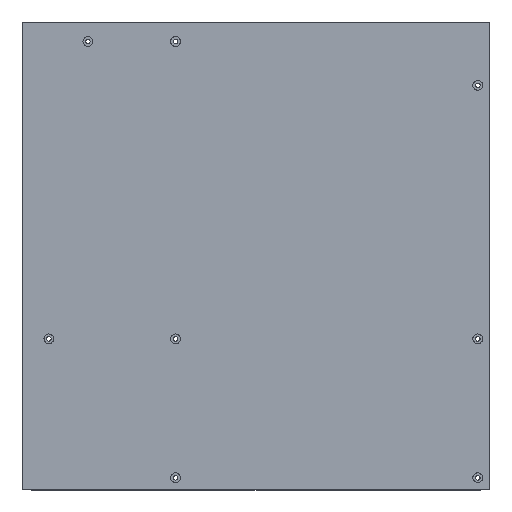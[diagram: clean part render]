
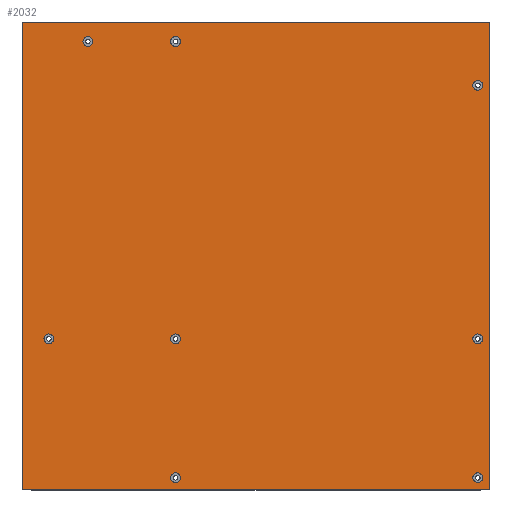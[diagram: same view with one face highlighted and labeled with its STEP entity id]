
A CAD part, top view. The second image highlights one B-rep face of the part: STEP entity #2032.
In plain terms, the highlighted planar face has unit normal (0, 0, 1).
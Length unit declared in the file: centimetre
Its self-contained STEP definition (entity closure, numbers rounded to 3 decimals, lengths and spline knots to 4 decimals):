
#139=FACE_BOUND($,#533,.T.);
#140=FACE_BOUND($,#534,.T.);
#141=FACE_BOUND($,#535,.T.);
#142=FACE_BOUND($,#536,.T.);
#143=FACE_BOUND($,#537,.T.);
#144=FACE_BOUND($,#538,.T.);
#145=FACE_BOUND($,#539,.T.);
#146=FACE_BOUND($,#540,.T.);
#147=FACE_BOUND($,#541,.T.);
#251=CIRCLE($,#2226,0.254);
#253=CIRCLE($,#2229,0.254);
#255=CIRCLE($,#2232,0.254);
#257=CIRCLE($,#2235,0.254);
#259=CIRCLE($,#2238,0.254);
#261=CIRCLE($,#2241,0.254);
#263=CIRCLE($,#2244,0.254);
#265=CIRCLE($,#2247,0.254);
#533=EDGE_LOOP($,(#1853));
#534=EDGE_LOOP($,(#1854));
#535=EDGE_LOOP($,(#1855));
#536=EDGE_LOOP($,(#1856));
#537=EDGE_LOOP($,(#1857,#1858,#1859,#1860));
#538=EDGE_LOOP($,(#1861));
#539=EDGE_LOOP($,(#1862));
#540=EDGE_LOOP($,(#1863));
#541=EDGE_LOOP($,(#1864));
#701=LINE($,#3403,#861);
#704=LINE($,#3409,#864);
#707=LINE($,#3415,#867);
#710=LINE($,#3419,#870);
#861=VECTOR($,#2829,24.384);
#864=VECTOR($,#2834,24.384);
#867=VECTOR($,#2839,24.384);
#870=VECTOR($,#2844,24.384);
#1043=VERTEX_POINT($,#3357);
#1045=VERTEX_POINT($,#3362);
#1047=VERTEX_POINT($,#3367);
#1049=VERTEX_POINT($,#3372);
#1051=VERTEX_POINT($,#3377);
#1053=VERTEX_POINT($,#3382);
#1055=VERTEX_POINT($,#3387);
#1057=VERTEX_POINT($,#3392);
#1061=VERTEX_POINT($,#3400);
#1062=VERTEX_POINT($,#3402);
#1064=VERTEX_POINT($,#3408);
#1066=VERTEX_POINT($,#3414);
#1309=EDGE_CURVE($,#1043,#1043,#251,.T.);
#1311=EDGE_CURVE($,#1045,#1045,#253,.T.);
#1313=EDGE_CURVE($,#1047,#1047,#255,.T.);
#1315=EDGE_CURVE($,#1049,#1049,#257,.T.);
#1317=EDGE_CURVE($,#1051,#1051,#259,.T.);
#1319=EDGE_CURVE($,#1053,#1053,#261,.T.);
#1321=EDGE_CURVE($,#1055,#1055,#263,.T.);
#1323=EDGE_CURVE($,#1057,#1057,#265,.T.);
#1327=EDGE_CURVE($,#1062,#1061,#701,.T.);
#1330=EDGE_CURVE($,#1064,#1062,#704,.T.);
#1333=EDGE_CURVE($,#1066,#1064,#707,.T.);
#1336=EDGE_CURVE($,#1061,#1066,#710,.T.);
#1853=ORIENTED_EDGE($,*,*,#1323,.T.);
#1854=ORIENTED_EDGE($,*,*,#1321,.T.);
#1855=ORIENTED_EDGE($,*,*,#1319,.T.);
#1856=ORIENTED_EDGE($,*,*,#1317,.T.);
#1857=ORIENTED_EDGE($,*,*,#1336,.T.);
#1858=ORIENTED_EDGE($,*,*,#1333,.T.);
#1859=ORIENTED_EDGE($,*,*,#1330,.T.);
#1860=ORIENTED_EDGE($,*,*,#1327,.T.);
#1861=ORIENTED_EDGE($,*,*,#1315,.T.);
#1862=ORIENTED_EDGE($,*,*,#1313,.T.);
#1863=ORIENTED_EDGE($,*,*,#1311,.T.);
#1864=ORIENTED_EDGE($,*,*,#1309,.T.);
#1926=PLANE($,#2253);
#2032=ADVANCED_FACE($,(#139,#140,#141,#142,#143,#144,#145,#146,#147),#1926,
 .T.);
#2226=AXIS2_PLACEMENT_3D($,#3358,#2779,#2780);
#2229=AXIS2_PLACEMENT_3D($,#3363,#2785,#2786);
#2232=AXIS2_PLACEMENT_3D($,#3368,#2791,#2792);
#2235=AXIS2_PLACEMENT_3D($,#3373,#2797,#2798);
#2238=AXIS2_PLACEMENT_3D($,#3378,#2803,#2804);
#2241=AXIS2_PLACEMENT_3D($,#3383,#2809,#2810);
#2244=AXIS2_PLACEMENT_3D($,#3388,#2815,#2816);
#2247=AXIS2_PLACEMENT_3D($,#3393,#2821,#2822);
#2253=AXIS2_PLACEMENT_3D($,#3420,#2845,#2846);
#2779=DIRECTION('center_axis',(0.,0.,-1.));
#2780=DIRECTION('ref_axis',(1.,0.,0.));
#2785=DIRECTION('center_axis',(0.,0.,-1.));
#2786=DIRECTION('ref_axis',(1.,0.,0.));
#2791=DIRECTION('center_axis',(0.,0.,-1.));
#2792=DIRECTION('ref_axis',(1.,0.,0.));
#2797=DIRECTION('center_axis',(0.,0.,-1.));
#2798=DIRECTION('ref_axis',(1.,0.,0.));
#2803=DIRECTION('center_axis',(0.,0.,-1.));
#2804=DIRECTION('ref_axis',(1.,0.,0.));
#2809=DIRECTION('center_axis',(0.,0.,-1.));
#2810=DIRECTION('ref_axis',(1.,0.,0.));
#2815=DIRECTION('center_axis',(0.,0.,-1.));
#2816=DIRECTION('ref_axis',(1.,0.,0.));
#2821=DIRECTION('center_axis',(0.,0.,-1.));
#2822=DIRECTION('ref_axis',(1.,0.,0.));
#2829=DIRECTION($,(-1.,0.,0.));
#2834=DIRECTION($,(0.,1.,0.));
#2839=DIRECTION($,(1.,0.,0.));
#2844=DIRECTION($,(0.,-1.,0.));
#2845=DIRECTION('center_axis',(0.,0.,1.));
#2846=DIRECTION('ref_axis',(1.,0.,0.));
#3357=CARTESIAN_POINT('',(8.047,0.135,2.4));
#3358=CARTESIAN_POINT('Origin',(8.301,0.135,2.4));
#3362=CARTESIAN_POINT('',(23.795,20.582,2.4));
#3363=CARTESIAN_POINT('Origin',(24.049,20.582,2.4));
#3367=CARTESIAN_POINT('',(3.475,22.868,2.4));
#3368=CARTESIAN_POINT('Origin',(3.729,22.868,2.4));
#3372=CARTESIAN_POINT('',(1.443,7.374,2.4));
#3373=CARTESIAN_POINT('Origin',(1.697,7.374,2.4));
#3377=CARTESIAN_POINT('',(8.047,7.374,2.4));
#3378=CARTESIAN_POINT('Origin',(8.301,7.374,2.4));
#3382=CARTESIAN_POINT('',(8.047,22.868,2.4));
#3383=CARTESIAN_POINT('Origin',(8.301,22.868,2.4));
#3387=CARTESIAN_POINT('',(23.795,0.135,2.4));
#3388=CARTESIAN_POINT('Origin',(24.049,0.135,2.4));
#3392=CARTESIAN_POINT('',(23.795,7.374,2.4));
#3393=CARTESIAN_POINT('Origin',(24.049,7.374,2.4));
#3400=CARTESIAN_POINT('',(0.3,23.884,2.4));
#3402=CARTESIAN_POINT('',(24.684,23.884,2.4));
#3403=CARTESIAN_POINT($,(24.684,23.884,2.4));
#3408=CARTESIAN_POINT('',(24.684,-0.5,2.4));
#3409=CARTESIAN_POINT($,(24.684,-0.5,2.4));
#3414=CARTESIAN_POINT('',(0.3,-0.5,2.4));
#3415=CARTESIAN_POINT($,(0.3,-0.5,2.4));
#3419=CARTESIAN_POINT($,(0.3,23.884,2.4));
#3420=CARTESIAN_POINT('Origin',(12.492,11.692,2.4));
